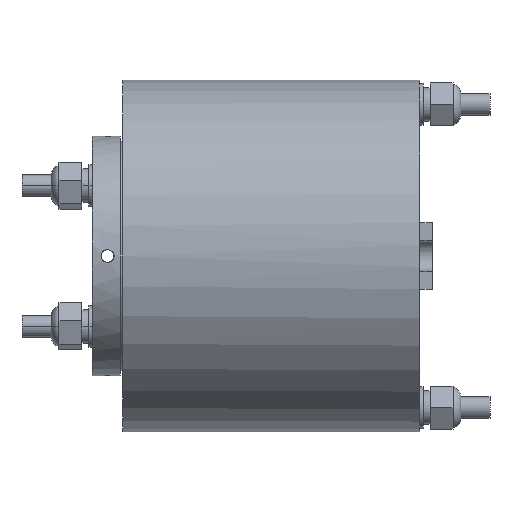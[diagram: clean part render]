
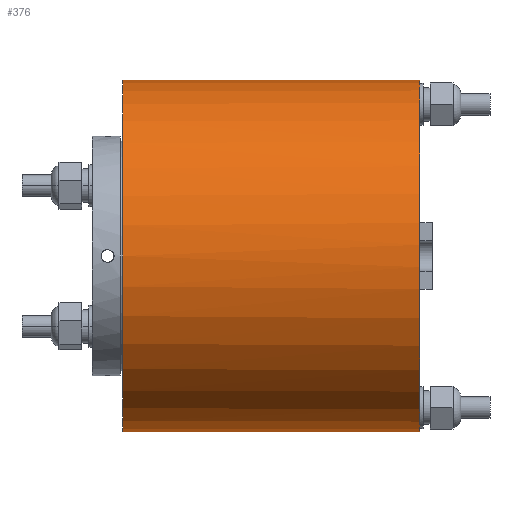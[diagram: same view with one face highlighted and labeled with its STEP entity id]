
A CAD part, front view. The second image highlights one B-rep face of the part: STEP entity #376.
In plain terms, the highlighted cylindrical face has radius 69 mm (diameter 138 mm), a partial arc.
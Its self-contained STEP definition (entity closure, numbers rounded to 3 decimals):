
#16 = VECTOR ( 'NONE', #4957, 1000. ) ;
#325 = DIRECTION ( 'NONE',  ( 0., 0., 1. ) ) ;
#376 = ADVANCED_FACE ( 'NONE', ( #2210 ), #4511, .T. ) ;
#405 = ORIENTED_EDGE ( 'NONE', *, *, #2838, .F. ) ;
#566 = DIRECTION ( 'NONE',  ( -1., 0., 0. ) ) ;
#615 = CARTESIAN_POINT ( 'NONE',  ( 128.4, -67.764, -13. ) ) ;
#749 = CARTESIAN_POINT ( 'NONE',  ( 12., 0., 0. ) ) ;
#964 = CARTESIAN_POINT ( 'NONE',  ( 0., 0., -69. ) ) ;
#1112 = ORIENTED_EDGE ( 'NONE', *, *, #4555, .T. ) ;
#1213 = VERTEX_POINT ( 'NONE', #1684 ) ;
#1222 = DIRECTION ( 'NONE',  ( 0., 0., 1. ) ) ;
#1388 = LINE ( 'NONE', #2690, #16 ) ;
#1458 = EDGE_LOOP ( 'NONE', ( #405, #3353, #3637, #1112, #5559, #3927 ) ) ;
#1641 = AXIS2_PLACEMENT_3D ( 'NONE', #749, #4005, #1222 ) ;
#1682 = CARTESIAN_POINT ( 'NONE',  ( 128.4, 0., 69. ) ) ;
#1684 = CARTESIAN_POINT ( 'NONE',  ( 128.4, -67.764, 13. ) ) ;
#1937 = EDGE_CURVE ( 'NONE', #3201, #4149, #2062, .T. ) ;
#1958 = CARTESIAN_POINT ( 'NONE',  ( 12., 0., -69. ) ) ;
#2062 = CIRCLE ( 'NONE', #4503, 69. ) ;
#2210 = FACE_OUTER_BOUND ( 'NONE', #1458, .T. ) ;
#2215 = CARTESIAN_POINT ( 'NONE',  ( 128.4, 0., 0. ) ) ;
#2401 = CARTESIAN_POINT ( 'NONE',  ( 128.4, 0., 0. ) ) ;
#2688 = DIRECTION ( 'NONE',  ( 0., 0., -1. ) ) ;
#2690 = CARTESIAN_POINT ( 'NONE',  ( 0., 0., 69. ) ) ;
#2838 = EDGE_CURVE ( 'NONE', #3201, #2913, #5364, .T. ) ;
#2883 = DIRECTION ( 'NONE',  ( 0., 0., 1. ) ) ;
#2913 = VERTEX_POINT ( 'NONE', #1958 ) ;
#3198 = EDGE_CURVE ( 'NONE', #4149, #1213, #4843, .T. ) ;
#3201 = VERTEX_POINT ( 'NONE', #5400 ) ;
#3353 = ORIENTED_EDGE ( 'NONE', *, *, #1937, .T. ) ;
#3375 = CARTESIAN_POINT ( 'NONE',  ( 128.4, 0., 0. ) ) ;
#3430 = CARTESIAN_POINT ( 'NONE',  ( 12., 0., 69. ) ) ;
#3637 = ORIENTED_EDGE ( 'NONE', *, *, #3198, .T. ) ;
#3831 = DIRECTION ( 'NONE',  ( 0., 0., 1. ) ) ;
#3927 = ORIENTED_EDGE ( 'NONE', *, *, #5530, .F. ) ;
#3928 = CIRCLE ( 'NONE', #4278, 69. ) ;
#4005 = DIRECTION ( 'NONE',  ( -1., 0., 0. ) ) ;
#4036 = DIRECTION ( 'NONE',  ( -1., 0., 0. ) ) ;
#4149 = VERTEX_POINT ( 'NONE', #615 ) ;
#4155 = VECTOR ( 'NONE', #4666, 1000. ) ;
#4167 = VERTEX_POINT ( 'NONE', #3430 ) ;
#4278 = AXIS2_PLACEMENT_3D ( 'NONE', #3375, #566, #3831 ) ;
#4503 = AXIS2_PLACEMENT_3D ( 'NONE', #2401, #5605, #2883 ) ;
#4511 = CYLINDRICAL_SURFACE ( 'NONE', #4517, 69. ) ;
#4517 = AXIS2_PLACEMENT_3D ( 'NONE', #4949, #4036, #325 ) ;
#4545 = AXIS2_PLACEMENT_3D ( 'NONE', #2215, #5416, #2688 ) ;
#4555 = EDGE_CURVE ( 'NONE', #1213, #5977, #3928, .T. ) ;
#4666 = DIRECTION ( 'NONE',  ( -1., 0., 0. ) ) ;
#4843 = CIRCLE ( 'NONE', #4545, 69. ) ;
#4849 = EDGE_CURVE ( 'NONE', #5977, #4167, #1388, .T. ) ;
#4949 = CARTESIAN_POINT ( 'NONE',  ( 0., 0., 0. ) ) ;
#4957 = DIRECTION ( 'NONE',  ( -1., 0., 0. ) ) ;
#5364 = LINE ( 'NONE', #964, #4155 ) ;
#5400 = CARTESIAN_POINT ( 'NONE',  ( 128.4, 0., -69. ) ) ;
#5416 = DIRECTION ( 'NONE',  ( -1., 0., 0. ) ) ;
#5530 = EDGE_CURVE ( 'NONE', #2913, #4167, #5993, .T. ) ;
#5559 = ORIENTED_EDGE ( 'NONE', *, *, #4849, .T. ) ;
#5605 = DIRECTION ( 'NONE',  ( -1., 0., 0. ) ) ;
#5977 = VERTEX_POINT ( 'NONE', #1682 ) ;
#5993 = CIRCLE ( 'NONE', #1641, 69. ) ;
